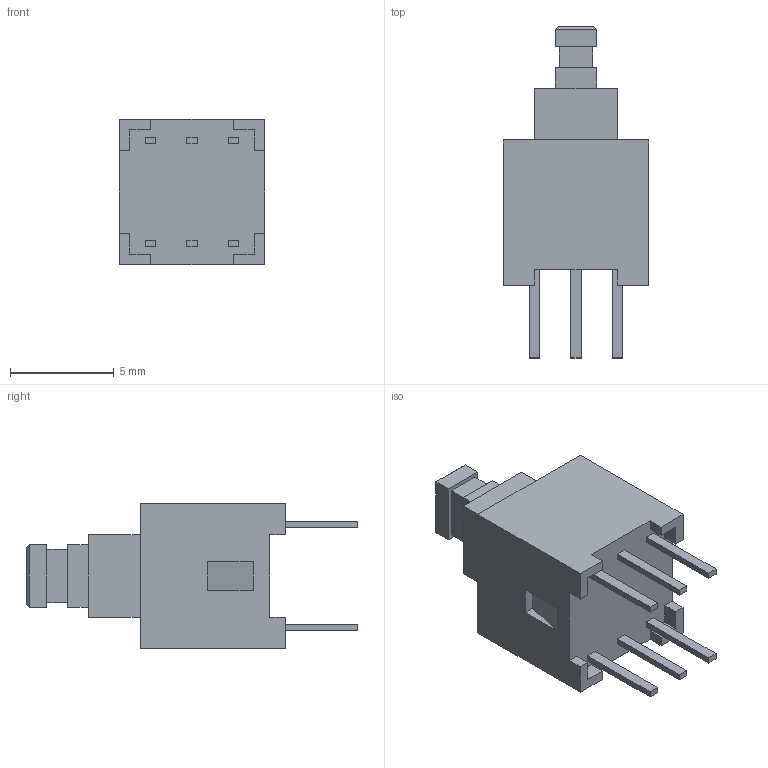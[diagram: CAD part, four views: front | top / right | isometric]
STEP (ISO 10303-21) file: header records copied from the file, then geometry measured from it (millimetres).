
FILE_DESCRIPTION(/* description */ (''),/* implementation_level */ '2;1');
FILE_NAME(/* name */ 'TL2230EEF100',/* time_stamp */ '2025-06-26T22:30:02-06:00',/* author */ (''),/* organization */ (''),/* preprocessor_version */ 'ST-DEVELOPER v16.5',/* originating_system */ 'Rhino 7.22',/* authorisation */ '');
FILE_SCHEMA (('CONFIG_CONTROL_DESIGN'));
Length unit declared in the file: millimetre
Products named in the file (1): Document
Bounding box: 7 x 16 x 7 mm (x, y, z)
Surface area: 688.3 mm2 (no closed solid volume)
Topology: 0 solids, 8 shells, 167 faces, 493 edges, 334 vertices
Faces by surface type: plane 166, cylinder 1
Entity records: 4857 total; most frequent: CARTESIAN_POINT 1498, ORIENTED_EDGE 902, EDGE_CURVE 493, B_SPLINE_CURVE_WITH_KNOTS 490, VERTEX_POINT 334, EDGE_LOOP 183, DIRECTION 171, AXIS2_PLACEMENT_3D 169
